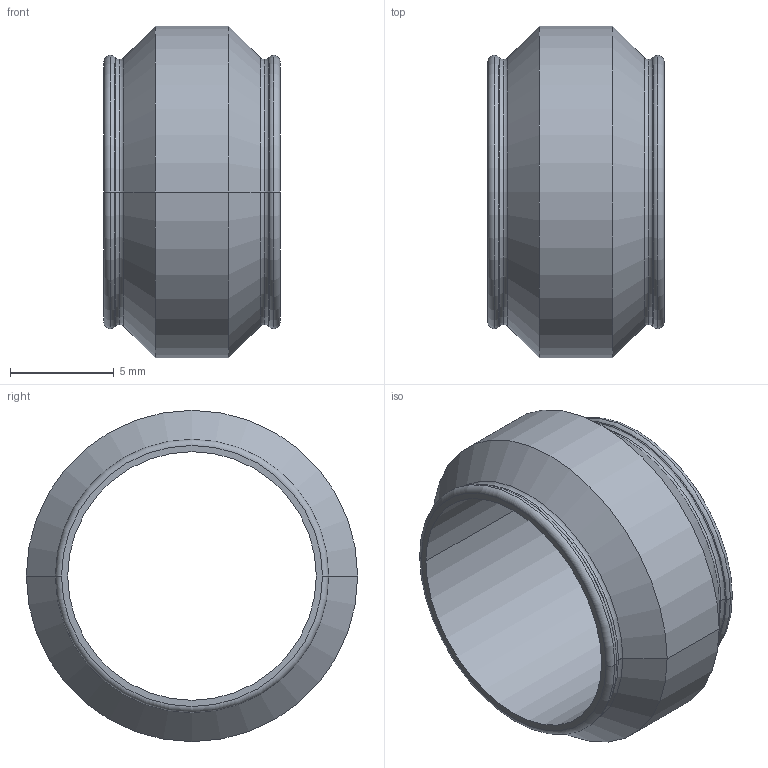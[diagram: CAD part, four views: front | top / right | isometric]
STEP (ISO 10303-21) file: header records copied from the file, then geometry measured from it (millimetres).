
FILE_DESCRIPTION(('STEP AP214'),'1');
FILE_NAME('1824_12_00.stp','2016-07-07T14:25:06',('TraceParts'),('TraceParts S.A.'),'Spatial InterOp 3D',' ',' ');
FILE_SCHEMA(('automotive_design'));
Length unit declared in the file: millimetre
Products named in the file (1): 1824-12-00
Bounding box: 8.5 x 16 x 16 mm (x, y, z)
Volume: 508.2 mm3; surface area: 815.7 mm2
Topology: 1 solids, 1 shells, 30 faces, 60 edges, 32 vertices
Faces by surface type: torus 16, cone 8, cylinder 4, plane 2
Entity records: 799 total; most frequent: DIRECTION 170, CARTESIAN_POINT 123, ORIENTED_EDGE 120, AXIS2_PLACEMENT_3D 79, EDGE_CURVE 60, CIRCLE 48, EDGE_LOOP 32, VERTEX_POINT 32
